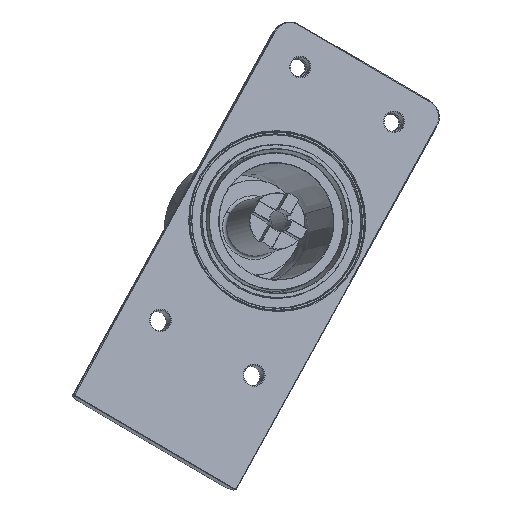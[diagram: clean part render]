
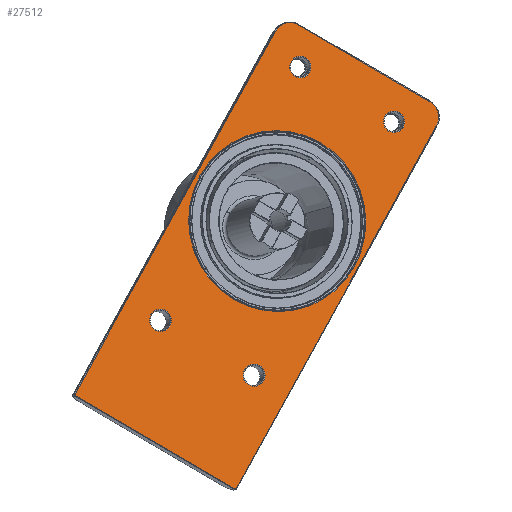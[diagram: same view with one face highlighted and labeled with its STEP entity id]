
A CAD part, front view. The second image highlights one B-rep face of the part: STEP entity #27512.
In plain terms, the highlighted planar face has unit normal (0.211, -0.976, 0.059).
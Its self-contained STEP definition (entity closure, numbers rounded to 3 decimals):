
#23796=CARTESIAN_POINT('',(-40.925,-26.831,
-62.152));
#23797=DIRECTION('',(-0.211,0.976,-0.059));
#23798=DIRECTION('',(0.853,0.155,-0.499));
#23799=AXIS2_PLACEMENT_3D('',#23796,#23797,#23798);
#23801=DIRECTION('',(-0.853,-0.155,0.499));
#23802=VECTOR('',#23801,51.);
#23803=CARTESIAN_POINT('',(-41.068,-26.878,
-62.412));
#23804=LINE('',#23803,#23802);
#23805=CARTESIAN_POINT('',(-84.419,-34.723,
-36.716));
#23806=DIRECTION('',(-0.211,0.976,-0.059));
#23807=DIRECTION('',(-0.478,-0.155,-0.865));
#23808=AXIS2_PLACEMENT_3D('',#23805,#23806,#23807);
#23810=DIRECTION('',(0.478,0.155,0.865));
#23811=VECTOR('',#23810,114.5);
#23812=CARTESIAN_POINT('',(-84.675,-34.769,
-36.567));
#23813=LINE('',#23812,#23811);
#23814=CARTESIAN_POINT('',(-25.905,-16.23,
60.055));
#23815=DIRECTION('',(-0.211,0.976,-0.059));
#23816=DIRECTION('',(-0.853,-0.155,0.499));
#23817=AXIS2_PLACEMENT_3D('',#23814,#23815,#23816);
#23819=DIRECTION('',(0.853,0.155,-0.499));
#23820=VECTOR('',#23819,42.);
#23821=CARTESIAN_POINT('',(-23.613,-15.484,
64.206));
#23822=LINE('',#23821,#23820);
#23823=CARTESIAN_POINT('',(9.914,-9.731,
39.108));
#23824=DIRECTION('',(-0.211,0.976,-0.059));
#23825=DIRECTION('',(0.478,0.155,0.865));
#23826=AXIS2_PLACEMENT_3D('',#23823,#23824,#23825);
#23828=DIRECTION('',(-0.478,-0.155,-0.865));
#23829=VECTOR('',#23828,114.5);
#23830=CARTESIAN_POINT('',(14.007,-8.988,
36.714));
#23831=LINE('',#23830,#23829);
#23832=CARTESIAN_POINT('',(-23.176,-16.079,
52.739));
#23833=DIRECTION('',(-0.211,0.976,-0.059));
#23834=DIRECTION('',(-0.853,-0.155,0.499));
#23835=AXIS2_PLACEMENT_3D('',#23832,#23833,#23834);
#23837=CARTESIAN_POINT('',(-23.176,-16.079,
52.739));
#23838=DIRECTION('',(-0.211,0.976,-0.059));
#23839=DIRECTION('',(0.853,0.155,-0.499));
#23840=AXIS2_PLACEMENT_3D('',#23837,#23838,#23839);
#23842=CARTESIAN_POINT('',(2.409,-11.437,
37.776));
#23843=DIRECTION('',(-0.211,0.976,-0.059));
#23844=DIRECTION('',(-0.853,-0.155,0.499));
#23845=AXIS2_PLACEMENT_3D('',#23842,#23843,#23844);
#23847=CARTESIAN_POINT('',(2.409,-11.437,
37.776));
#23848=DIRECTION('',(-0.211,0.976,-0.059));
#23849=DIRECTION('',(0.853,0.155,-0.499));
#23850=AXIS2_PLACEMENT_3D('',#23847,#23848,#23849);
#23852=CARTESIAN_POINT('',(-35.793,-23.871,
-31.405));
#23853=DIRECTION('',(-0.211,0.976,-0.059));
#23854=DIRECTION('',(-0.853,-0.155,0.499));
#23855=AXIS2_PLACEMENT_3D('',#23852,#23853,#23854);
#23857=CARTESIAN_POINT('',(-35.793,-23.871,
-31.405));
#23858=DIRECTION('',(-0.211,0.976,-0.059));
#23859=DIRECTION('',(0.853,0.155,-0.499));
#23860=AXIS2_PLACEMENT_3D('',#23857,#23858,#23859);
#23862=CARTESIAN_POINT('',(-61.377,-28.513,
-16.443));
#23863=DIRECTION('',(-0.211,0.976,-0.059));
#23864=DIRECTION('',(-0.853,-0.155,0.499));
#23865=AXIS2_PLACEMENT_3D('',#23862,#23863,#23864);
#23867=CARTESIAN_POINT('',(-61.377,-28.513,
-16.443));
#23868=DIRECTION('',(-0.211,0.976,-0.059));
#23869=DIRECTION('',(0.853,0.155,-0.499));
#23870=AXIS2_PLACEMENT_3D('',#23867,#23868,#23869);
#23872=CARTESIAN_POINT('',(-29.484,-19.975,
10.667));
#23873=DIRECTION('',(-0.211,0.976,-0.059));
#23874=DIRECTION('',(-0.478,-0.155,-0.865));
#23875=AXIS2_PLACEMENT_3D('',#23872,#23873,#23874);
#23877=CARTESIAN_POINT('',(-29.484,-19.975,
10.667));
#23878=DIRECTION('',(-0.211,0.976,-0.059));
#23879=DIRECTION('',(0.478,0.155,0.865));
#23880=AXIS2_PLACEMENT_3D('',#23877,#23878,#23879);
#27110=CARTESIAN_POINT('',(-40.669,-26.784,
-62.302));
#27111=CARTESIAN_POINT('',(-41.068,-26.878,
-62.412));
#27112=VERTEX_POINT('',#27110);
#27113=VERTEX_POINT('',#27111);
#27116=CARTESIAN_POINT('',(-84.562,-34.769,
-36.976));
#27117=VERTEX_POINT('',#27116);
#27120=CARTESIAN_POINT('',(-84.675,-34.769,
-36.567));
#27121=VERTEX_POINT('',#27120);
#27124=CARTESIAN_POINT('',(-29.999,-16.973,
62.449));
#27125=VERTEX_POINT('',#27124);
#27128=CARTESIAN_POINT('',(14.007,-8.988,
36.714));
#27129=VERTEX_POINT('',#27128);
#27138=CARTESIAN_POINT('',(-23.613,-15.484,
64.206));
#27139=CARTESIAN_POINT('',(12.206,-8.985,
43.259));
#27140=VERTEX_POINT('',#27138);
#27141=VERTEX_POINT('',#27139);
#27261=CARTESIAN_POINT('',(-25.689,-16.535,
54.208));
#27262=CARTESIAN_POINT('',(-20.663,-15.623,
51.269));
#27263=VERTEX_POINT('',#27261);
#27264=VERTEX_POINT('',#27262);
#27269=CARTESIAN_POINT('',(-0.104,-11.893,
39.246));
#27270=CARTESIAN_POINT('',(4.922,-10.981,
36.307));
#27271=VERTEX_POINT('',#27269);
#27272=VERTEX_POINT('',#27270);
#27277=CARTESIAN_POINT('',(-38.387,-24.341,
-29.887));
#27278=CARTESIAN_POINT('',(-33.198,-23.4,
-32.922));
#27279=VERTEX_POINT('',#27277);
#27280=VERTEX_POINT('',#27278);
#27285=CARTESIAN_POINT('',(-63.972,-28.984,
-14.925));
#27286=CARTESIAN_POINT('',(-58.783,-28.042,
-17.96));
#27287=VERTEX_POINT('',#27285);
#27288=VERTEX_POINT('',#27286);
#27293=CARTESIAN_POINT('',(-41.3,-23.821,
-10.731));
#27294=CARTESIAN_POINT('',(-17.668,-16.129,
32.065));
#27295=VERTEX_POINT('',#27293);
#27296=VERTEX_POINT('',#27294);
#27462=CARTESIAN_POINT('',(-29.484,-19.975,
10.667));
#27463=DIRECTION('',(-0.211,0.976,-0.059));
#27464=DIRECTION('',(0.853,0.155,-0.499));
#27465=AXIS2_PLACEMENT_3D('',#27462,#27463,#27464);
#27466=PLANE('',#27465);
#27468=ORIENTED_EDGE('',*,*,#27467,.T.);
#27470=ORIENTED_EDGE('',*,*,#27469,.T.);
#27472=ORIENTED_EDGE('',*,*,#27471,.T.);
#27473=ORIENTED_EDGE('',*,*,#27448,.T.);
#27474=ORIENTED_EDGE('',*,*,#27338,.T.);
#27475=ORIENTED_EDGE('',*,*,#27363,.T.);
#27477=ORIENTED_EDGE('',*,*,#27476,.T.);
#27479=ORIENTED_EDGE('',*,*,#27478,.T.);
#27480=EDGE_LOOP('',(#27468,#27470,#27472,#27473,#27474,#27475,#27477,#27479));
#27481=FACE_OUTER_BOUND('',#27480,.F.);
#27483=ORIENTED_EDGE('',*,*,#27482,.F.);
#27485=ORIENTED_EDGE('',*,*,#27484,.F.);
#27486=EDGE_LOOP('',(#27483,#27485));
#27487=FACE_BOUND('',#27486,.F.);
#27489=ORIENTED_EDGE('',*,*,#27488,.F.);
#27491=ORIENTED_EDGE('',*,*,#27490,.F.);
#27492=EDGE_LOOP('',(#27489,#27491));
#27493=FACE_BOUND('',#27492,.F.);
#27495=ORIENTED_EDGE('',*,*,#27494,.F.);
#27497=ORIENTED_EDGE('',*,*,#27496,.F.);
#27498=EDGE_LOOP('',(#27495,#27497));
#27499=FACE_BOUND('',#27498,.F.);
#27501=ORIENTED_EDGE('',*,*,#27500,.F.);
#27503=ORIENTED_EDGE('',*,*,#27502,.F.);
#27504=EDGE_LOOP('',(#27501,#27503));
#27505=FACE_BOUND('',#27504,.F.);
#27507=ORIENTED_EDGE('',*,*,#27506,.F.);
#27509=ORIENTED_EDGE('',*,*,#27508,.F.);
#27510=EDGE_LOOP('',(#27507,#27509));
#27511=FACE_BOUND('',#27510,.F.);
#27512=ADVANCED_FACE('',(#27481,#27487,#27493,#27499,#27505,#27511),#27466,.F.);
#23800=CIRCLE('',#23799,0.3);
#23809=CIRCLE('',#23808,0.3);
#23818=CIRCLE('',#23817,4.8);
#23827=CIRCLE('',#23826,4.8);
#23836=CIRCLE('',#23835,2.947);
#23841=CIRCLE('',#23840,2.947);
#23846=CIRCLE('',#23845,2.947);
#23851=CIRCLE('',#23850,2.947);
#23856=CIRCLE('',#23855,3.043);
#23861=CIRCLE('',#23860,3.043);
#23866=CIRCLE('',#23865,3.043);
#23871=CIRCLE('',#23870,3.043);
#23876=CIRCLE('',#23875,24.745);
#23881=CIRCLE('',#23880,24.745);
#27338=EDGE_CURVE('',#27125,#27140,#23818,.T.);
#27363=EDGE_CURVE('',#27140,#27141,#23822,.T.);
#27448=EDGE_CURVE('',#27121,#27125,#23813,.T.);
#27467=EDGE_CURVE('',#27112,#27113,#23800,.T.);
#27469=EDGE_CURVE('',#27113,#27117,#23804,.T.);
#27471=EDGE_CURVE('',#27117,#27121,#23809,.T.);
#27476=EDGE_CURVE('',#27141,#27129,#23827,.T.);
#27478=EDGE_CURVE('',#27129,#27112,#23831,.T.);
#27482=EDGE_CURVE('',#27263,#27264,#23836,.T.);
#27484=EDGE_CURVE('',#27264,#27263,#23841,.T.);
#27488=EDGE_CURVE('',#27271,#27272,#23846,.T.);
#27490=EDGE_CURVE('',#27272,#27271,#23851,.T.);
#27494=EDGE_CURVE('',#27279,#27280,#23856,.T.);
#27496=EDGE_CURVE('',#27280,#27279,#23861,.T.);
#27500=EDGE_CURVE('',#27287,#27288,#23866,.T.);
#27502=EDGE_CURVE('',#27288,#27287,#23871,.T.);
#27506=EDGE_CURVE('',#27295,#27296,#23876,.T.);
#27508=EDGE_CURVE('',#27296,#27295,#23881,.T.);
